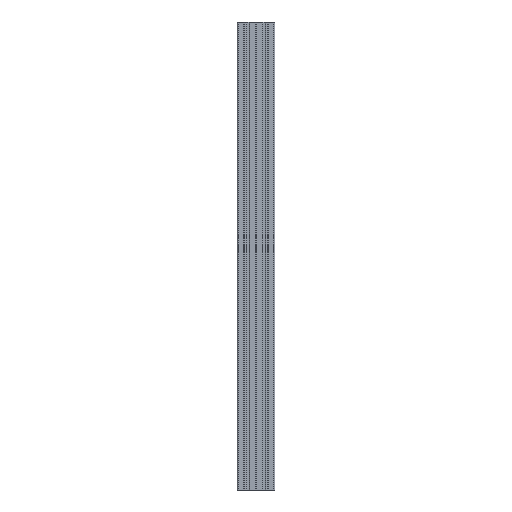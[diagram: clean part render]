
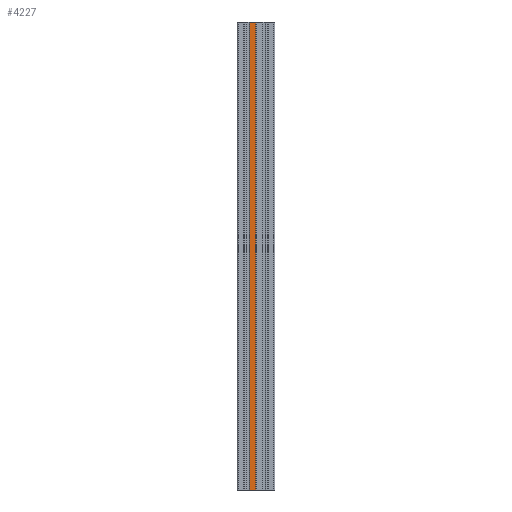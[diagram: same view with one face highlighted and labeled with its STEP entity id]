
A CAD part, left-side view. The second image highlights one B-rep face of the part: STEP entity #4227.
In plain terms, the highlighted planar face has unit normal (-1, 0, 0).
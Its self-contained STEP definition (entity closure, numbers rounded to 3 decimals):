
#608 = LINE ( 'NONE', #24296, #25934 ) ;
#1197 = DIRECTION ( 'NONE',  ( 0., 0., -1. ) ) ;
#2052 = EDGE_CURVE ( 'NONE', #14744, #17591, #23604, .T. ) ;
#2229 = DIRECTION ( 'NONE',  ( 0., 0., 1. ) ) ;
#2420 = CARTESIAN_POINT ( 'NONE',  ( -20., -19.6, 0. ) ) ;
#2692 = PLANE ( 'NONE',  #28347 ) ;
#3808 = CARTESIAN_POINT ( 'NONE',  ( -20., -6.325, -1000. ) ) ;
#4227 = ADVANCED_FACE ( 'NONE', ( #12058 ), #2692, .T. ) ;
#4560 = CARTESIAN_POINT ( 'NONE',  ( -20., -20., -1000. ) ) ;
#5915 = VECTOR ( 'NONE', #20940, 1000. ) ;
#7961 = CARTESIAN_POINT ( 'NONE',  ( -20., -20., -1000. ) ) ;
#8148 = EDGE_CURVE ( 'NONE', #22985, #18206, #608, .T. ) ;
#8762 = ORIENTED_EDGE ( 'NONE', *, *, #2052, .T. ) ;
#10358 = EDGE_LOOP ( 'NONE', ( #25394, #21347, #8762, #21693 ) ) ;
#12058 = FACE_OUTER_BOUND ( 'NONE', #10358, .T. ) ;
#13228 = DIRECTION ( 'NONE',  ( 0., -1., 0. ) ) ;
#14744 = VERTEX_POINT ( 'NONE', #3808 ) ;
#16426 = EDGE_CURVE ( 'NONE', #17591, #18206, #19685, .T. ) ;
#17396 = EDGE_CURVE ( 'NONE', #22985, #14744, #25161, .T. ) ;
#17591 = VERTEX_POINT ( 'NONE', #24191 ) ;
#18206 = VERTEX_POINT ( 'NONE', #2420 ) ;
#19260 = VECTOR ( 'NONE', #1197, 1000. ) ;
#19345 = DIRECTION ( 'NONE',  ( -1., 0., 0. ) ) ;
#19685 = LINE ( 'NONE', #24745, #22783 ) ;
#20940 = DIRECTION ( 'NONE',  ( 0., -1., 0. ) ) ;
#21347 = ORIENTED_EDGE ( 'NONE', *, *, #17396, .T. ) ;
#21693 = ORIENTED_EDGE ( 'NONE', *, *, #16426, .T. ) ;
#22783 = VECTOR ( 'NONE', #2229, 1000. ) ;
#22802 = CARTESIAN_POINT ( 'NONE',  ( -20., -6.325, 0. ) ) ;
#22985 = VERTEX_POINT ( 'NONE', #22802 ) ;
#23604 = LINE ( 'NONE', #7961, #5915 ) ;
#24191 = CARTESIAN_POINT ( 'NONE',  ( -20., -19.6, -1000. ) ) ;
#24296 = CARTESIAN_POINT ( 'NONE',  ( -20., -20., 0. ) ) ;
#24745 = CARTESIAN_POINT ( 'NONE',  ( -20., -19.6, -1000. ) ) ;
#25161 = LINE ( 'NONE', #28069, #19260 ) ;
#25394 = ORIENTED_EDGE ( 'NONE', *, *, #8148, .F. ) ;
#25934 = VECTOR ( 'NONE', #13228, 1000. ) ;
#26026 = DIRECTION ( 'NONE',  ( 0., -1., 0. ) ) ;
#28069 = CARTESIAN_POINT ( 'NONE',  ( -20., -6.325, -1000. ) ) ;
#28347 = AXIS2_PLACEMENT_3D ( 'NONE', #4560, #19345, #26026 ) ;
